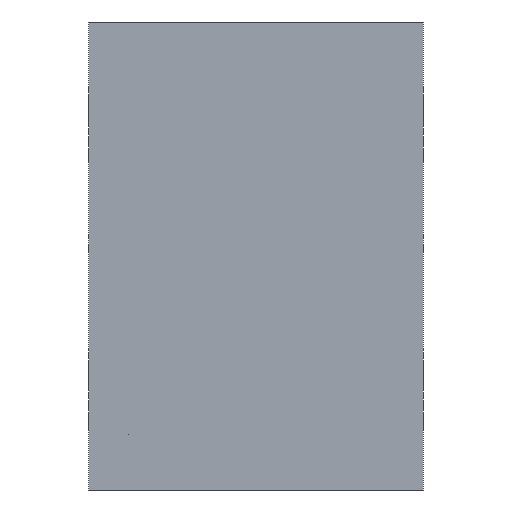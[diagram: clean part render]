
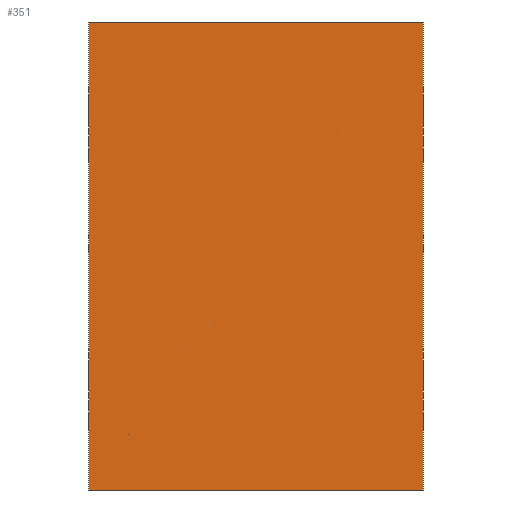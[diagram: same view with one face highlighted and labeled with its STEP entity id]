
A CAD part, front view. The second image highlights one B-rep face of the part: STEP entity #351.
In plain terms, the highlighted planar face has unit normal (0, -1, 0).
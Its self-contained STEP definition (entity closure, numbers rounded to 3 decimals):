
#25=DIRECTION('',(1.,0.,0.));
#26=VECTOR('',#25,50.);
#27=CARTESIAN_POINT('',(-25.,-12.5,-35.));
#28=LINE('',#27,#26);
#37=DIRECTION('',(0.,0.,1.));
#38=VECTOR('',#37,70.);
#39=CARTESIAN_POINT('',(25.,-12.5,-35.));
#40=LINE('',#39,#38);
#61=DIRECTION('',(0.,0.,1.));
#62=VECTOR('',#61,70.);
#63=CARTESIAN_POINT('',(-25.,-12.5,-35.));
#64=LINE('',#63,#62);
#153=DIRECTION('',(1.,0.,0.));
#154=VECTOR('',#153,50.);
#155=CARTESIAN_POINT('',(-25.,-12.5,35.));
#156=LINE('',#155,#154);
#221=CARTESIAN_POINT('',(-25.,-12.5,-35.));
#222=VERTEX_POINT('',#221);
#223=CARTESIAN_POINT('',(25.,-12.5,-35.));
#224=VERTEX_POINT('',#223);
#237=CARTESIAN_POINT('',(-25.,-12.5,35.));
#238=VERTEX_POINT('',#237);
#239=CARTESIAN_POINT('',(25.,-12.5,35.));
#240=VERTEX_POINT('',#239);
#338=CARTESIAN_POINT('',(-25.,-12.5,-35.));
#339=DIRECTION('',(0.,-1.,0.));
#340=DIRECTION('',(1.,0.,0.));
#341=AXIS2_PLACEMENT_3D('',#338,#339,#340);
#342=PLANE('',#341);
#343=ORIENTED_EDGE('',*,*,#290,.F.);
#345=ORIENTED_EDGE('',*,*,#344,.T.);
#347=ORIENTED_EDGE('',*,*,#346,.T.);
#348=ORIENTED_EDGE('',*,*,#318,.F.);
#349=EDGE_LOOP('',(#343,#345,#347,#348));
#350=FACE_OUTER_BOUND('',#349,.F.);
#351=ADVANCED_FACE('',(#350),#342,.T.);
#290=EDGE_CURVE('',#222,#224,#28,.T.);
#318=EDGE_CURVE('',#224,#240,#40,.T.);
#344=EDGE_CURVE('',#222,#238,#64,.T.);
#346=EDGE_CURVE('',#238,#240,#156,.T.);
